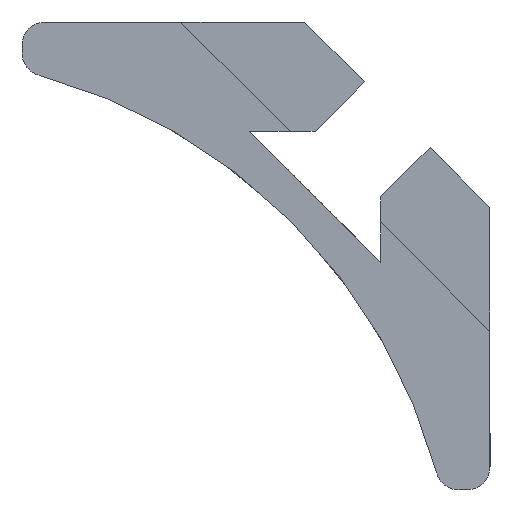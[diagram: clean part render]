
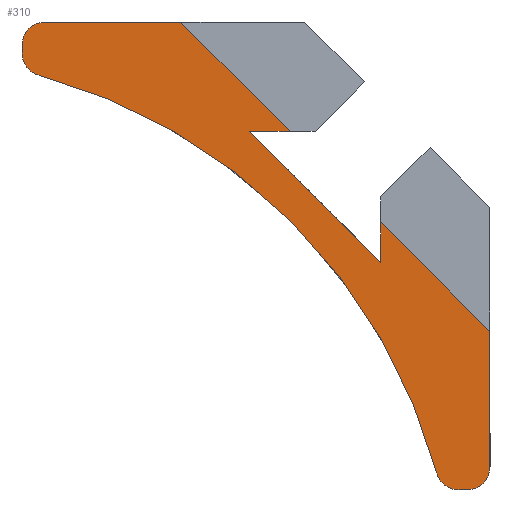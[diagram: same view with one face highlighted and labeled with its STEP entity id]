
A CAD part, left-side view. The second image highlights one B-rep face of the part: STEP entity #310.
In plain terms, the highlighted planar face has unit normal (-1, 0, 0).
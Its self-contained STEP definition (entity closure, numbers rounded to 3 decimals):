
#92 = EDGE_CURVE('',#93,#95,#97,.T.);
#93 = VERTEX_POINT('',#94);
#94 = CARTESIAN_POINT('',(-6.,29.172,-3.454));
#95 = VERTEX_POINT('',#96);
#96 = CARTESIAN_POINT('',(-6.,3.454,-29.172));
#97 = CIRCLE('',#98,36.5);
#98 = AXIS2_PLACEMENT_3D('',#99,#100,#101);
#99 = CARTESIAN_POINT('',(-6.,38.691,-38.691));
#100 = DIRECTION('',(1.,0.,0.));
#101 = DIRECTION('',(0.,1.,0.));
#310 = ADVANCED_FACE('',(#311),#420,.F.);
#311 = FACE_BOUND('',#312,.F.);
#312 = EDGE_LOOP('',(#313,#314,#323,#331,#340,#348,#356,#364,#372,#380,
    #388,#396,#405,#413));
#313 = ORIENTED_EDGE('',*,*,#92,.F.);
#314 = ORIENTED_EDGE('',*,*,#315,.T.);
#315 = EDGE_CURVE('',#93,#316,#318,.T.);
#316 = VERTEX_POINT('',#317);
#317 = CARTESIAN_POINT('',(-6.,30.281,-2.006));
#318 = CIRCLE('',#319,1.5);
#319 = AXIS2_PLACEMENT_3D('',#320,#321,#322);
#320 = CARTESIAN_POINT('',(-6.,28.781,-2.006));
#321 = DIRECTION('',(1.,0.,0.));
#322 = DIRECTION('',(0.,0.,-1.));
#323 = ORIENTED_EDGE('',*,*,#324,.T.);
#324 = EDGE_CURVE('',#316,#325,#327,.T.);
#325 = VERTEX_POINT('',#326);
#326 = CARTESIAN_POINT('',(-6.,30.281,-1.5));
#327 = LINE('',#328,#329);
#328 = CARTESIAN_POINT('',(-6.,30.281,-3.173));
#329 = VECTOR('',#330,1.);
#330 = DIRECTION('',(0.,0.,1.));
#331 = ORIENTED_EDGE('',*,*,#332,.T.);
#332 = EDGE_CURVE('',#325,#333,#335,.T.);
#333 = VERTEX_POINT('',#334);
#334 = CARTESIAN_POINT('',(-6.,28.781,0.));
#335 = CIRCLE('',#336,1.5);
#336 = AXIS2_PLACEMENT_3D('',#337,#338,#339);
#337 = CARTESIAN_POINT('',(-6.,28.781,-1.5));
#338 = DIRECTION('',(1.,0.,0.));
#339 = DIRECTION('',(0.,-1.,0.));
#340 = ORIENTED_EDGE('',*,*,#341,.T.);
#341 = EDGE_CURVE('',#333,#342,#344,.T.);
#342 = VERTEX_POINT('',#343);
#343 = CARTESIAN_POINT('',(-6.,20.,0.));
#344 = LINE('',#345,#346);
#345 = CARTESIAN_POINT('',(-6.,30.281,0.));
#346 = VECTOR('',#347,1.);
#347 = DIRECTION('',(0.,-1.,0.));
#348 = ORIENTED_EDGE('',*,*,#349,.T.);
#349 = EDGE_CURVE('',#342,#350,#352,.T.);
#350 = VERTEX_POINT('',#351);
#351 = CARTESIAN_POINT('',(-6.,12.929,-7.071));
#352 = LINE('',#353,#354);
#353 = CARTESIAN_POINT('',(-6.,20.,0.));
#354 = VECTOR('',#355,1.);
#355 = DIRECTION('',(0.,-0.707,-0.707)
  );
#356 = ORIENTED_EDGE('',*,*,#357,.F.);
#357 = EDGE_CURVE('',#358,#350,#360,.T.);
#358 = VERTEX_POINT('',#359);
#359 = CARTESIAN_POINT('',(-6.,15.556,-7.071));
#360 = LINE('',#361,#362);
#361 = CARTESIAN_POINT('',(-6.,12.069,-7.071));
#362 = VECTOR('',#363,1.);
#363 = DIRECTION('',(0.,-1.,0.));
#364 = ORIENTED_EDGE('',*,*,#365,.T.);
#365 = EDGE_CURVE('',#358,#366,#368,.T.);
#366 = VERTEX_POINT('',#367);
#367 = CARTESIAN_POINT('',(-6.,7.071,-15.556));
#368 = LINE('',#369,#370);
#369 = CARTESIAN_POINT('',(-6.,9.192,-13.435));
#370 = VECTOR('',#371,1.);
#371 = DIRECTION('',(0.,-0.707,-0.707)
  );
#372 = ORIENTED_EDGE('',*,*,#373,.F.);
#373 = EDGE_CURVE('',#374,#366,#376,.T.);
#374 = VERTEX_POINT('',#375);
#375 = CARTESIAN_POINT('',(-6.,7.071,-12.929));
#376 = LINE('',#377,#378);
#377 = CARTESIAN_POINT('',(-6.,7.071,-14.191));
#378 = VECTOR('',#379,1.);
#379 = DIRECTION('',(0.,0.,-1.));
#380 = ORIENTED_EDGE('',*,*,#381,.T.);
#381 = EDGE_CURVE('',#374,#382,#384,.T.);
#382 = VERTEX_POINT('',#383);
#383 = CARTESIAN_POINT('',(-6.,0.,-20.));
#384 = LINE('',#385,#386);
#385 = CARTESIAN_POINT('',(-6.,20.,0.));
#386 = VECTOR('',#387,1.);
#387 = DIRECTION('',(0.,-0.707,-0.707)
  );
#388 = ORIENTED_EDGE('',*,*,#389,.T.);
#389 = EDGE_CURVE('',#382,#390,#392,.T.);
#390 = VERTEX_POINT('',#391);
#391 = CARTESIAN_POINT('',(-6.,0.,-28.781));
#392 = LINE('',#393,#394);
#393 = CARTESIAN_POINT('',(-6.,0.,-20.));
#394 = VECTOR('',#395,1.);
#395 = DIRECTION('',(0.,0.,-1.));
#396 = ORIENTED_EDGE('',*,*,#397,.F.);
#397 = EDGE_CURVE('',#398,#390,#400,.T.);
#398 = VERTEX_POINT('',#399);
#399 = CARTESIAN_POINT('',(-6.,1.5,-30.281));
#400 = CIRCLE('',#401,1.5);
#401 = AXIS2_PLACEMENT_3D('',#402,#403,#404);
#402 = CARTESIAN_POINT('',(-6.,1.5,-28.781));
#403 = DIRECTION('',(-1.,0.,0.));
#404 = DIRECTION('',(0.,-1.,0.));
#405 = ORIENTED_EDGE('',*,*,#406,.F.);
#406 = EDGE_CURVE('',#407,#398,#409,.T.);
#407 = VERTEX_POINT('',#408);
#408 = CARTESIAN_POINT('',(-6.,2.006,-30.281));
#409 = LINE('',#410,#411);
#410 = CARTESIAN_POINT('',(-6.,3.173,-30.281));
#411 = VECTOR('',#412,1.);
#412 = DIRECTION('',(0.,-1.,0.));
#413 = ORIENTED_EDGE('',*,*,#414,.F.);
#414 = EDGE_CURVE('',#95,#407,#415,.T.);
#415 = CIRCLE('',#416,1.5);
#416 = AXIS2_PLACEMENT_3D('',#417,#418,#419);
#417 = CARTESIAN_POINT('',(-6.,2.006,-28.781));
#418 = DIRECTION('',(-1.,0.,0.));
#419 = DIRECTION('',(0.,0.,-1.));
#420 = PLANE('',#421);
#421 = AXIS2_PLACEMENT_3D('',#422,#423,#424);
#422 = CARTESIAN_POINT('',(-6.,12.825,-12.825));
#423 = DIRECTION('',(1.,0.,0.));
#424 = DIRECTION('',(0.,0.,1.));
